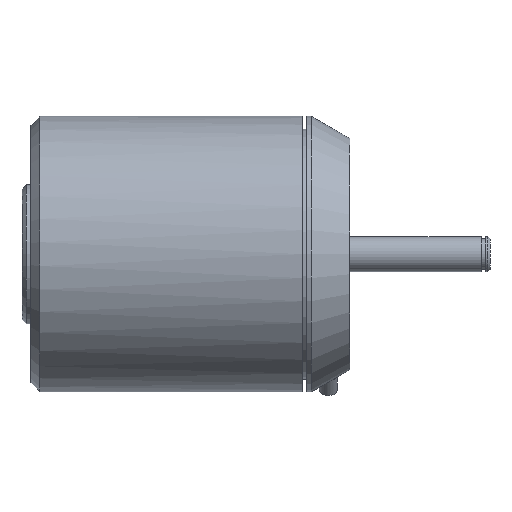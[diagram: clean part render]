
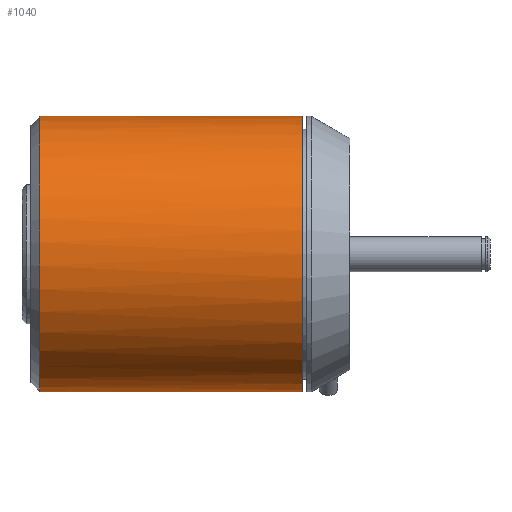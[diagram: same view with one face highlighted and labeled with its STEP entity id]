
A CAD part, front view. The second image highlights one B-rep face of the part: STEP entity #1040.
In plain terms, the highlighted cylindrical face has radius 31.5 mm (diameter 63 mm), a full revolution.
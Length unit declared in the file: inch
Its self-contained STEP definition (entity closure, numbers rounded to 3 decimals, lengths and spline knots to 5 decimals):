
#26=CYLINDRICAL_SURFACE('',#1145,1.24016);
#61=LINE('',#1698,#122);
#122=VECTOR('',#1330,1.24016);
#212=FACE_OUTER_BOUND('',#289,.T.);
#289=EDGE_LOOP('',(#732,#733,#734,#735,#736,#737,#738,#739));
#394=CIRCLE('',#1143,1.24016);
#395=CIRCLE('',#1144,1.24016);
#396=CIRCLE('',#1146,1.24016);
#397=CIRCLE('',#1147,1.24016);
#398=CIRCLE('',#1148,1.24016);
#399=CIRCLE('',#1149,1.24016);
#472=VERTEX_POINT('',#1684);
#473=VERTEX_POINT('',#1685);
#474=VERTEX_POINT('',#1690);
#475=VERTEX_POINT('',#1696);
#476=VERTEX_POINT('',#1699);
#477=VERTEX_POINT('',#1701);
#572=EDGE_CURVE('',#472,#473,#394,.T.);
#575=EDGE_CURVE('',#473,#474,#395,.T.);
#576=EDGE_CURVE('',#475,#475,#396,.T.);
#577=EDGE_CURVE('',#475,#473,#61,.T.);
#578=EDGE_CURVE('',#474,#476,#397,.T.);
#579=EDGE_CURVE('',#476,#477,#398,.T.);
#580=EDGE_CURVE('',#477,#472,#399,.T.);
#732=ORIENTED_EDGE('',*,*,#576,.F.);
#733=ORIENTED_EDGE('',*,*,#577,.T.);
#734=ORIENTED_EDGE('',*,*,#575,.T.);
#735=ORIENTED_EDGE('',*,*,#578,.T.);
#736=ORIENTED_EDGE('',*,*,#579,.T.);
#737=ORIENTED_EDGE('',*,*,#580,.T.);
#738=ORIENTED_EDGE('',*,*,#572,.T.);
#739=ORIENTED_EDGE('',*,*,#577,.F.);
#1040=ADVANCED_FACE('',(#212),#26,.T.);
#1143=AXIS2_PLACEMENT_3D('',#1686,#1322,#1323);
#1144=AXIS2_PLACEMENT_3D('',#1694,#1324,#1325);
#1145=AXIS2_PLACEMENT_3D('',#1695,#1326,#1327);
#1146=AXIS2_PLACEMENT_3D('',#1697,#1328,#1329);
#1147=AXIS2_PLACEMENT_3D('',#1700,#1331,#1332);
#1148=AXIS2_PLACEMENT_3D('',#1702,#1333,#1334);
#1149=AXIS2_PLACEMENT_3D('',#1703,#1335,#1336);
#1322=DIRECTION('center_axis',(1.,0.,0.));
#1323=DIRECTION('ref_axis',(0.,0.101,-0.995));
#1324=DIRECTION('center_axis',(1.,0.,0.));
#1325=DIRECTION('ref_axis',(0.,0.101,-0.995));
#1326=DIRECTION('center_axis',(1.,0.,0.));
#1327=DIRECTION('ref_axis',(0.,-1.,0.));
#1328=DIRECTION('center_axis',(1.,0.,0.));
#1329=DIRECTION('ref_axis',(0.,-1.,0.));
#1330=DIRECTION('',(-1.,0.,0.));
#1331=DIRECTION('center_axis',(1.,0.,0.));
#1332=DIRECTION('ref_axis',(0.,0.101,0.995));
#1333=DIRECTION('center_axis',(1.,0.,0.));
#1334=DIRECTION('ref_axis',(0.,-1.,0.));
#1335=DIRECTION('center_axis',(1.,0.,0.));
#1336=DIRECTION('ref_axis',(0.,-0.101,-0.995));
#1684=CARTESIAN_POINT('',(0.16,0.125,-1.23384));
#1685=CARTESIAN_POINT('',(0.16,1.24016,0.));
#1686=CARTESIAN_POINT('Origin',(0.16,0.,0.));
#1690=CARTESIAN_POINT('',(0.16,0.125,1.23384));
#1694=CARTESIAN_POINT('Origin',(0.16,0.,0.));
#1695=CARTESIAN_POINT('Origin',(0.,0.,0.));
#1696=CARTESIAN_POINT('',(2.52,1.24016,0.));
#1697=CARTESIAN_POINT('Origin',(2.52,0.,0.));
#1698=CARTESIAN_POINT('',(0.,1.24016,0.));
#1699=CARTESIAN_POINT('',(0.16,-0.125,1.23384));
#1700=CARTESIAN_POINT('Origin',(0.16,0.,0.));
#1701=CARTESIAN_POINT('',(0.16,-0.125,-1.23384));
#1702=CARTESIAN_POINT('Origin',(0.16,0.,0.));
#1703=CARTESIAN_POINT('Origin',(0.16,0.,0.));
